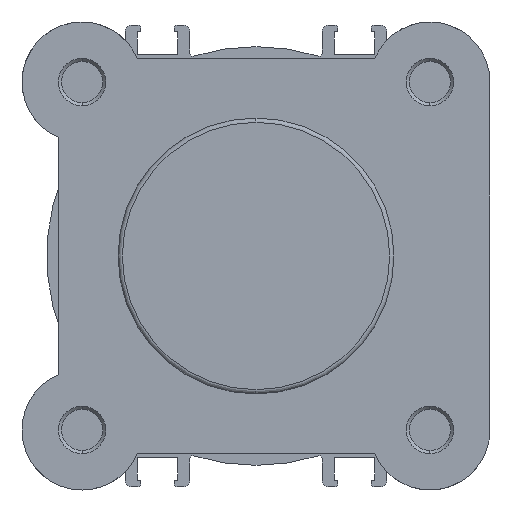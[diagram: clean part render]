
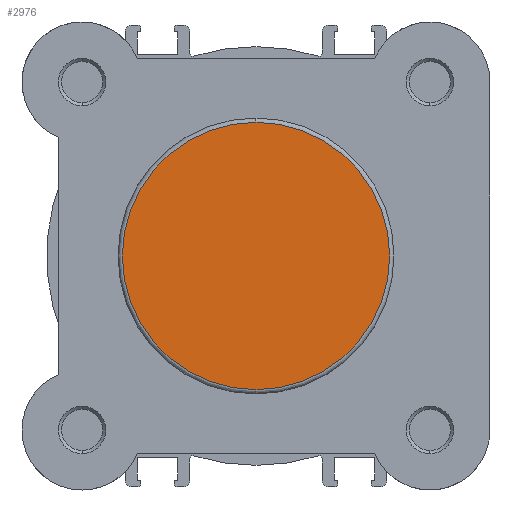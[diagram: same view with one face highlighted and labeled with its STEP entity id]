
A CAD part, left-side view. The second image highlights one B-rep face of the part: STEP entity #2976.
In plain terms, the highlighted planar face has unit normal (-1, 0, 0).
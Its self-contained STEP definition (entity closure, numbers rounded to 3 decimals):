
#36 = CARTESIAN_POINT ( 'NONE',  ( 0., 0., 21.7 ) ) ;
#571 = VERTEX_POINT ( 'NONE', #36 ) ;
#667 = VERTEX_POINT ( 'NONE', #791 ) ;
#791 = CARTESIAN_POINT ( 'NONE',  ( 0., 0., -21.7 ) ) ;
#1408 = PLANE ( 'NONE',  #7544 ) ;
#1415 = CARTESIAN_POINT ( 'NONE',  ( 0., 22.4, 0. ) ) ;
#1424 = DIRECTION ( 'NONE',  ( 1., 0., 0. ) ) ;
#1425 = DIRECTION ( 'NONE',  ( 0., 0., -1. ) ) ;
#1552 = CARTESIAN_POINT ( 'NONE',  ( 0., 0., 0. ) ) ;
#1560 = DIRECTION ( 'NONE',  ( -1., 0., 0. ) ) ;
#1561 = DIRECTION ( 'NONE',  ( 0., 0., -1. ) ) ;
#1574 = CARTESIAN_POINT ( 'NONE',  ( 0., 0., 0. ) ) ;
#1577 = DIRECTION ( 'NONE',  ( -1., 0., 0. ) ) ;
#1579 = DIRECTION ( 'NONE',  ( 0., 0., -1. ) ) ;
#2546 = CIRCLE ( 'NONE', #7512, 21.7 ) ;
#2554 = CIRCLE ( 'NONE', #7457, 21.7 ) ;
#2942 = EDGE_CURVE ( 'NONE', #571, #667, #2546, .T. ) ;
#2947 = EDGE_CURVE ( 'NONE', #667, #571, #2554, .T. ) ;
#2976 = ADVANCED_FACE ( 'NONE', ( #4059 ), #1408, .F. ) ;
#4059 = FACE_OUTER_BOUND ( 'NONE', #6434, .T. ) ;
#6211 = ORIENTED_EDGE ( 'NONE', *, *, #2942, .T. ) ;
#6239 = ORIENTED_EDGE ( 'NONE', *, *, #2947, .T. ) ;
#6434 = EDGE_LOOP ( 'NONE', ( #6239, #6211 ) ) ;
#7457 = AXIS2_PLACEMENT_3D ( 'NONE', #1574, #1577, #1579 ) ;
#7512 = AXIS2_PLACEMENT_3D ( 'NONE', #1552, #1560, #1561 ) ;
#7544 = AXIS2_PLACEMENT_3D ( 'NONE', #1415, #1424, #1425 ) ;
